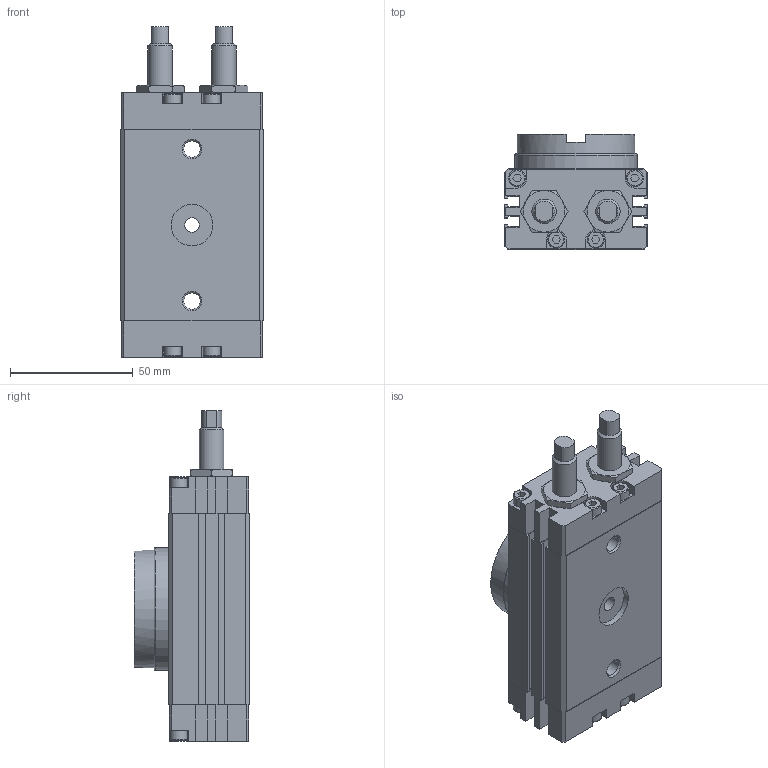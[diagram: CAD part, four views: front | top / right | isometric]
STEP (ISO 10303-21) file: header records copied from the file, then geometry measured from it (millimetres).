
FILE_DESCRIPTION( ( 'STEP AP203' ), '1' );
FILE_NAME( 'MCRB-16-G(0).stp', '2020-07-14T14:25:20', ( 'License CC BY-ND 4.0' ), ( 'CADENAS' ), ' ', 'PARTsolutions', ' ' );
FILE_SCHEMA( ( 'CONFIG_CONTROL_DESIGN' ) );
Length unit declared in the file: millimetre
Products named in the file (4): MCRB-16-G(0); _MRCB-16_(b); _MRCB-16_(r); _MCRB-16_(adjusterbolt)
Assembly tree (4 placements, depth 2):
  MCRB-16-G(0)
    _MRCB-16_(b)
    _MRCB-16_(r)
    _MCRB-16_(adjusterbolt)  x2
Bounding box: 58 x 47 x 135 mm (x, y, z)
Volume: 214792.8 mm3; surface area: 42644.4 mm2
Topology: 4 solids, 4 shells, 401 faces, 979 edges, 628 vertices
Faces by surface type: plane 296, cylinder 46, cone 44, torus 9, sphere 6
Full cylindrical faces by diameter (mm): 2.459 x2, 4.134 x8, 6 x2, 6.647 x2, 6.8 x2, 7 x8, 10 x2, 11 x2, 17 x1, 22 x1, 48 x1, 50 x1
Entity records: 10593 total; most frequent: CARTESIAN_POINT 1898, DIRECTION 1734, ORIENTED_EDGE 1680, EDGE_CURVE 840, LINE 630, VECTOR 630, VERTEX_POINT 580, AXIS2_PLACEMENT_3D 552
